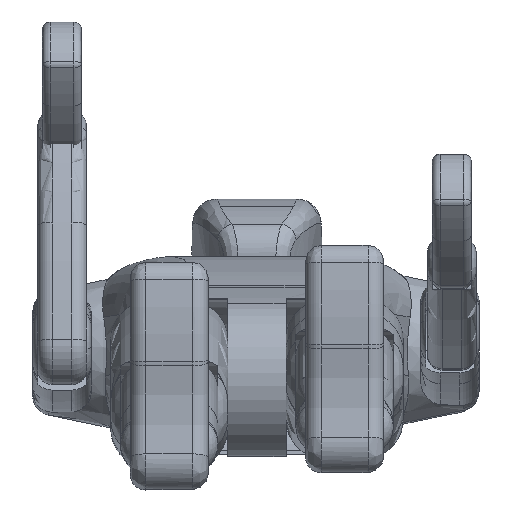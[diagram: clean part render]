
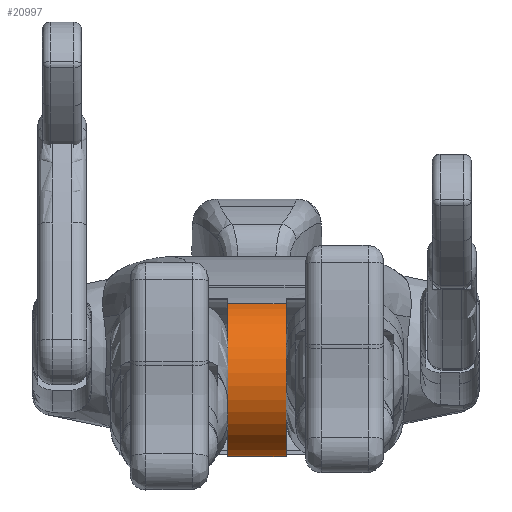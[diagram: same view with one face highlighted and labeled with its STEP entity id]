
A CAD part, front view. The second image highlights one B-rep face of the part: STEP entity #20997.
In plain terms, the highlighted cylindrical face has radius 101.6 mm (diameter 203.2 mm), a partial arc.
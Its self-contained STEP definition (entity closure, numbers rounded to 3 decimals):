
#57 = DIRECTION ( 'NONE',  ( 1., 0., 0. ) ) ;
#382 = CARTESIAN_POINT ( 'NONE',  ( 165.1, -293.533, -140.628 ) ) ;
#500 = VECTOR ( 'NONE', #57, 1000. ) ;
#1305 = ORIENTED_EDGE ( 'NONE', *, *, #5121, .T. ) ;
#1956 = DIRECTION ( 'NONE',  ( 0., 0., 1. ) ) ;
#2159 = CYLINDRICAL_SURFACE ( 'NONE', #28481, 101.6 ) ;
#3336 = LINE ( 'NONE', #8811, #20470 ) ;
#4382 = CIRCLE ( 'NONE', #30004, 101.6 ) ;
#4470 = CARTESIAN_POINT ( 'NONE',  ( 38., -293.533, -140.628 ) ) ;
#5121 = EDGE_CURVE ( 'NONE', #20342, #17698, #7899, .T. ) ;
#5475 = DIRECTION ( 'NONE',  ( 0., 0., 1. ) ) ;
#6560 = AXIS2_PLACEMENT_3D ( 'NONE', #20833, #25726, #5475 ) ;
#7056 = DIRECTION ( 'NONE',  ( -1., 0., 0. ) ) ;
#7339 = DIRECTION ( 'NONE',  ( 0., 0., 1. ) ) ;
#7858 = EDGE_CURVE ( 'NONE', #15318, #20342, #4382, .T. ) ;
#7899 = LINE ( 'NONE', #382, #500 ) ;
#7902 = ORIENTED_EDGE ( 'NONE', *, *, #18744, .T. ) ;
#8811 = CARTESIAN_POINT ( 'NONE',  ( 165.1, -329.693, 58.554 ) ) ;
#10869 = CARTESIAN_POINT ( 'NONE',  ( -38., -329.693, 58.554 ) ) ;
#14539 = EDGE_CURVE ( 'NONE', #15318, #25788, #3336, .T. ) ;
#14965 = CIRCLE ( 'NONE', #6560, 101.6 ) ;
#15096 = CARTESIAN_POINT ( 'NONE',  ( -38., -302.962, -39.467 ) ) ;
#15318 = VERTEX_POINT ( 'NONE', #10869 ) ;
#15510 = EDGE_LOOP ( 'NONE', ( #21562, #1305, #7902, #25656 ) ) ;
#17698 = VERTEX_POINT ( 'NONE', #4470 ) ;
#18744 = EDGE_CURVE ( 'NONE', #17698, #25788, #14965, .T. ) ;
#20342 = VERTEX_POINT ( 'NONE', #29245 ) ;
#20470 = VECTOR ( 'NONE', #23854, 1000. ) ;
#20833 = CARTESIAN_POINT ( 'NONE',  ( 38., -302.962, -39.467 ) ) ;
#20997 = ADVANCED_FACE ( 'NONE', ( #23988 ), #2159, .T. ) ;
#21562 = ORIENTED_EDGE ( 'NONE', *, *, #7858, .T. ) ;
#22206 = CARTESIAN_POINT ( 'NONE',  ( 165.1, -302.962, -39.467 ) ) ;
#22254 = DIRECTION ( 'NONE',  ( 1., 0., 0. ) ) ;
#23854 = DIRECTION ( 'NONE',  ( 1., 0., 0. ) ) ;
#23988 = FACE_OUTER_BOUND ( 'NONE', #15510, .T. ) ;
#25656 = ORIENTED_EDGE ( 'NONE', *, *, #14539, .F. ) ;
#25726 = DIRECTION ( 'NONE',  ( -1., 0., 0. ) ) ;
#25788 = VERTEX_POINT ( 'NONE', #28948 ) ;
#28481 = AXIS2_PLACEMENT_3D ( 'NONE', #22206, #7056, #1956 ) ;
#28948 = CARTESIAN_POINT ( 'NONE',  ( 38., -329.693, 58.554 ) ) ;
#29245 = CARTESIAN_POINT ( 'NONE',  ( -38., -293.533, -140.628 ) ) ;
#30004 = AXIS2_PLACEMENT_3D ( 'NONE', #15096, #22254, #7339 ) ;
